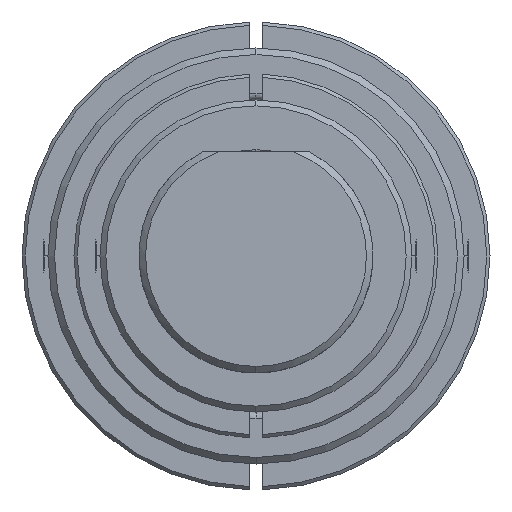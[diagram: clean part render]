
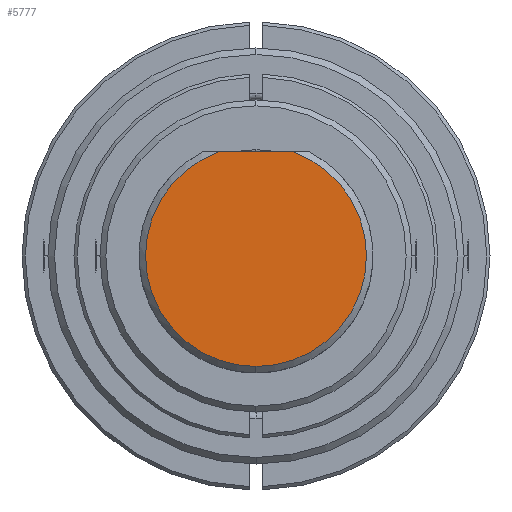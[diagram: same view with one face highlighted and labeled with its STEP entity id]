
A CAD part, left-side view. The second image highlights one B-rep face of the part: STEP entity #5777.
In plain terms, the highlighted planar face has unit normal (-1, 0, 0).
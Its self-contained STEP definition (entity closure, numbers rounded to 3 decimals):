
#337 = EDGE_CURVE ( 'NONE', #7132, #7488, #555, .T. ) ;
#492 = ORIENTED_EDGE ( 'NONE', *, *, #337, .T. ) ;
#555 = CIRCLE ( 'NONE', #8186, 8.5 ) ;
#1391 = CARTESIAN_POINT ( 'NONE',  ( 0., 2.872, 8. ) ) ;
#1595 = DIRECTION ( 'NONE',  ( -1., 0., 0. ) ) ;
#1661 = VERTEX_POINT ( 'NONE', #5720 ) ;
#2173 = ORIENTED_EDGE ( 'NONE', *, *, #2240, .F. ) ;
#2240 = EDGE_CURVE ( 'NONE', #7132, #1661, #6748, .T. ) ;
#3237 = VECTOR ( 'NONE', #3464, 1000. ) ;
#3396 = DIRECTION ( 'NONE',  ( 1., 0., 0. ) ) ;
#3449 = PLANE ( 'NONE',  #4072 ) ;
#3464 = DIRECTION ( 'NONE',  ( 0., -1., 0. ) ) ;
#4072 = AXIS2_PLACEMENT_3D ( 'NONE', #5184, #3396, #10189 ) ;
#4501 = AXIS2_PLACEMENT_3D ( 'NONE', #5906, #8929, #9872 ) ;
#5062 = ORIENTED_EDGE ( 'NONE', *, *, #8243, .T. ) ;
#5184 = CARTESIAN_POINT ( 'NONE',  ( 0., 9., 0. ) ) ;
#5720 = CARTESIAN_POINT ( 'NONE',  ( 0., -2.872, 8. ) ) ;
#5777 = ADVANCED_FACE ( 'NONE', ( #6734 ), #3449, .F. ) ;
#5906 = CARTESIAN_POINT ( 'NONE',  ( 0., 0., 0. ) ) ;
#6583 = DIRECTION ( 'NONE',  ( 0., 0., -1. ) ) ;
#6635 = CARTESIAN_POINT ( 'NONE',  ( 0., 0., 0. ) ) ;
#6734 = FACE_OUTER_BOUND ( 'NONE', #7208, .T. ) ;
#6748 = LINE ( 'NONE', #10932, #3237 ) ;
#7132 = VERTEX_POINT ( 'NONE', #1391 ) ;
#7156 = CIRCLE ( 'NONE', #4501, 8.5 ) ;
#7208 = EDGE_LOOP ( 'NONE', ( #492, #5062, #2173 ) ) ;
#7488 = VERTEX_POINT ( 'NONE', #9388 ) ;
#8186 = AXIS2_PLACEMENT_3D ( 'NONE', #6635, #1595, #6583 ) ;
#8243 = EDGE_CURVE ( 'NONE', #7488, #1661, #7156, .T. ) ;
#8929 = DIRECTION ( 'NONE',  ( -1., 0., 0. ) ) ;
#9388 = CARTESIAN_POINT ( 'NONE',  ( 0., 0., -8.5 ) ) ;
#9872 = DIRECTION ( 'NONE',  ( 0., 0., -1. ) ) ;
#10189 = DIRECTION ( 'NONE',  ( 0., 0., -1. ) ) ;
#10932 = CARTESIAN_POINT ( 'NONE',  ( 0., 10., 8. ) ) ;
